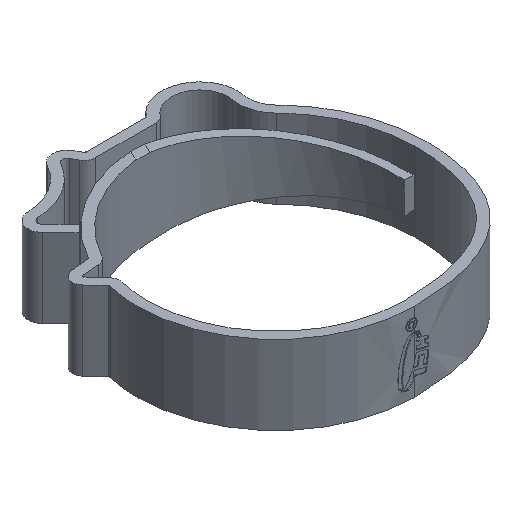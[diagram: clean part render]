
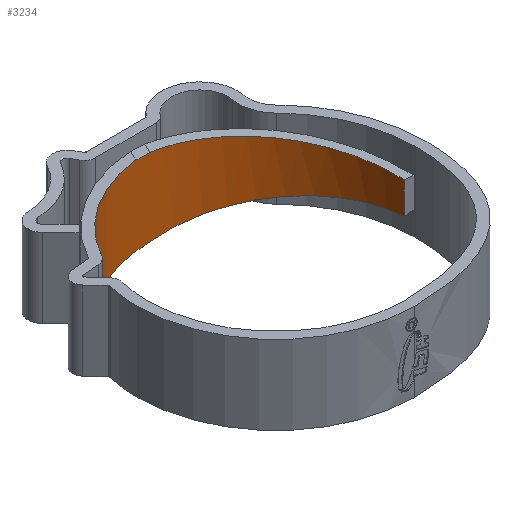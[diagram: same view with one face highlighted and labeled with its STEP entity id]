
A CAD part, isometric view. The second image highlights one B-rep face of the part: STEP entity #3234.
In plain terms, the highlighted cylindrical face has radius 13 mm (diameter 26 mm), a partial arc.
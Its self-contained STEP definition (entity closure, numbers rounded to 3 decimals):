
#46 = CARTESIAN_POINT ( 'NONE',  ( 0., 0., 4. ) ) ;
#59 = DIRECTION ( 'NONE',  ( 0., 0., -1. ) ) ;
#183 = VERTEX_POINT ( 'NONE', #2488 ) ;
#236 = CARTESIAN_POINT ( 'NONE',  ( 0., 0., -4. ) ) ;
#721 = VERTEX_POINT ( 'NONE', #2243 ) ;
#776 = CIRCLE ( 'NONE', #7183, 13. ) ;
#883 = VECTOR ( 'NONE', #3856, 1000. ) ;
#964 = ORIENTED_EDGE ( 'NONE', *, *, #2026, .T. ) ;
#1045 = AXIS2_PLACEMENT_3D ( 'NONE', #7650, #3174, #7023 ) ;
#1122 = CARTESIAN_POINT ( 'NONE',  ( 13., 0., -1.623 ) ) ;
#1762 = CARTESIAN_POINT ( 'NONE',  ( -1.252, 12.94, 4. ) ) ;
#1893 = EDGE_CURVE ( 'NONE', #4270, #6476, #5121, .T. ) ;
#2026 = EDGE_CURVE ( 'NONE', #4270, #5218, #4195, .T. ) ;
#2243 = CARTESIAN_POINT ( 'NONE',  ( -11.372, 6.299, 4. ) ) ;
#2295 = EDGE_CURVE ( 'NONE', #183, #6476, #5819, .T. ) ;
#2488 = CARTESIAN_POINT ( 'NONE',  ( 0.238, 12.998, -3.91 ) ) ;
#2703 = CARTESIAN_POINT ( 'NONE',  ( 13., 0., -1.623 ) ) ;
#2726 = B_SPLINE_CURVE_WITH_KNOTS ( 'NONE', 3,
 ( #5589, #7422, #3654, #7336 ),
 .UNSPECIFIED., .F., .F.,
 ( 4, 4 ),
 ( 0., 0.001 ),
 .UNSPECIFIED. ) ;
#2764 = CIRCLE ( 'NONE', #1045, 13. ) ;
#2787 = VERTEX_POINT ( 'NONE', #4204 ) ;
#2888 = CARTESIAN_POINT ( 'NONE',  ( 13., 0., 1.623 ) ) ;
#2980 = ORIENTED_EDGE ( 'NONE', *, *, #4106, .T. ) ;
#2996 = CARTESIAN_POINT ( 'NONE',  ( 13., 7.505, -2.035 ) ) ;
#3016 = CARTESIAN_POINT ( 'NONE',  ( 13., 7.505, 2.035 ) ) ;
#3057 = CARTESIAN_POINT ( 'NONE',  ( 0.238, 12.998, 3.91 ) ) ;
#3099 = CARTESIAN_POINT ( 'NONE',  ( 0.238, 12.998, 3.91 ) ) ;
#3174 = DIRECTION ( 'NONE',  ( 0., 0., 1. ) ) ;
#3234 = ADVANCED_FACE ( 'NONE', ( #5916 ), #3386, .F. ) ;
#3249 = ORIENTED_EDGE ( 'NONE', *, *, #4661, .F. ) ;
#3302 = VECTOR ( 'NONE', #59, 1000. ) ;
#3386 = CYLINDRICAL_SURFACE ( 'NONE', #5726, 13. ) ;
#3423 = VERTEX_POINT ( 'NONE', #5071 ) ;
#3509 = ORIENTED_EDGE ( 'NONE', *, *, #6820, .T. ) ;
#3563 = EDGE_CURVE ( 'NONE', #3423, #721, #2764, .T. ) ;
#3591 = CARTESIAN_POINT ( 'NONE',  ( 0.238, 12.998, -3.91 ) ) ;
#3654 = CARTESIAN_POINT ( 'NONE',  ( -0.258, 13.007, -3.972 ) ) ;
#3752 = EDGE_CURVE ( 'NONE', #721, #2787, #4345, .T. ) ;
#3856 = DIRECTION ( 'NONE',  ( 0., 0., -1. ) ) ;
#4106 = EDGE_CURVE ( 'NONE', #5218, #3423, #4515, .T. ) ;
#4130 = CARTESIAN_POINT ( 'NONE',  ( 7.742, 12.86, -2.977 ) ) ;
#4195 =( BOUNDED_CURVE ( )  B_SPLINE_CURVE ( 3, ( #2888, #3016, #5077, #3057 ),
 .UNSPECIFIED., .F., .F. ) 
 B_SPLINE_CURVE_WITH_KNOTS ( ( 4, 4 ),
 ( 0.419, 1.971 ),
 .UNSPECIFIED. ) 
 CURVE ( )  GEOMETRIC_REPRESENTATION_ITEM ( )  RATIONAL_B_SPLINE_CURVE ( ( 1., 0.809, 0.809, 1. ) ) 
 REPRESENTATION_ITEM ( '' )  );
#4204 = CARTESIAN_POINT ( 'NONE',  ( -11.372, 6.299, -4. ) ) ;
#4270 = VERTEX_POINT ( 'NONE', #5323 ) ;
#4345 = LINE ( 'NONE', #7490, #3302 ) ;
#4479 = DIRECTION ( 'NONE',  ( -1., 0., 0. ) ) ;
#4515 = B_SPLINE_CURVE_WITH_KNOTS ( 'NONE', 3,
 ( #5588, #8120, #6879, #1762 ),
 .UNSPECIFIED., .F., .F.,
 ( 4, 4 ),
 ( 0., 0.001 ),
 .UNSPECIFIED. ) ;
#4661 = EDGE_CURVE ( 'NONE', #6443, #2787, #776, .T. ) ;
#4675 = DIRECTION ( 'NONE',  ( 1., 0., 0. ) ) ;
#5071 = CARTESIAN_POINT ( 'NONE',  ( -1.252, 12.94, 4. ) ) ;
#5077 = CARTESIAN_POINT ( 'NONE',  ( 7.742, 12.86, 2.977 ) ) ;
#5121 = LINE ( 'NONE', #6585, #883 ) ;
#5218 = VERTEX_POINT ( 'NONE', #3099 ) ;
#5323 = CARTESIAN_POINT ( 'NONE',  ( 13., 0., 1.623 ) ) ;
#5588 = CARTESIAN_POINT ( 'NONE',  ( 0.238, 12.998, 3.91 ) ) ;
#5589 = CARTESIAN_POINT ( 'NONE',  ( -1.252, 12.94, -4. ) ) ;
#5677 = ORIENTED_EDGE ( 'NONE', *, *, #3752, .T. ) ;
#5726 = AXIS2_PLACEMENT_3D ( 'NONE', #46, #5831, #4479 ) ;
#5819 =( BOUNDED_CURVE ( )  B_SPLINE_CURVE ( 3, ( #3591, #4130, #2996, #1122 ),
 .UNSPECIFIED., .F., .T. ) 
 B_SPLINE_CURVE_WITH_KNOTS ( ( 4, 4 ),
 ( 1.17, 2.723 ),
 .UNSPECIFIED. ) 
 CURVE ( )  GEOMETRIC_REPRESENTATION_ITEM ( )  RATIONAL_B_SPLINE_CURVE ( ( 1., 0.809, 0.809, 1. ) ) 
 REPRESENTATION_ITEM ( '' )  );
#5831 = DIRECTION ( 'NONE',  ( 0., 0., -1. ) ) ;
#5866 = CARTESIAN_POINT ( 'NONE',  ( -1.252, 12.94, -4. ) ) ;
#5916 = FACE_OUTER_BOUND ( 'NONE', #8154, .T. ) ;
#6172 = ORIENTED_EDGE ( 'NONE', *, *, #2295, .T. ) ;
#6443 = VERTEX_POINT ( 'NONE', #5866 ) ;
#6476 = VERTEX_POINT ( 'NONE', #2703 ) ;
#6585 = CARTESIAN_POINT ( 'NONE',  ( 13., 0., 4. ) ) ;
#6820 = EDGE_CURVE ( 'NONE', #6443, #183, #2726, .T. ) ;
#6879 = CARTESIAN_POINT ( 'NONE',  ( -0.754, 12.988, 4. ) ) ;
#7023 = DIRECTION ( 'NONE',  ( 1., 0., 0. ) ) ;
#7183 = AXIS2_PLACEMENT_3D ( 'NONE', #236, #7886, #4675 ) ;
#7336 = CARTESIAN_POINT ( 'NONE',  ( 0.238, 12.998, -3.91 ) ) ;
#7409 = ORIENTED_EDGE ( 'NONE', *, *, #3563, .T. ) ;
#7422 = CARTESIAN_POINT ( 'NONE',  ( -0.754, 12.988, -4. ) ) ;
#7490 = CARTESIAN_POINT ( 'NONE',  ( -11.372, 6.299, 4. ) ) ;
#7650 = CARTESIAN_POINT ( 'NONE',  ( 0., 0., 4. ) ) ;
#7886 = DIRECTION ( 'NONE',  ( 0., 0., 1. ) ) ;
#7897 = ORIENTED_EDGE ( 'NONE', *, *, #1893, .F. ) ;
#8120 = CARTESIAN_POINT ( 'NONE',  ( -0.258, 13.007, 3.972 ) ) ;
#8154 = EDGE_LOOP ( 'NONE', ( #3249, #3509, #6172, #7897, #964, #2980, #7409, #5677 ) ) ;
